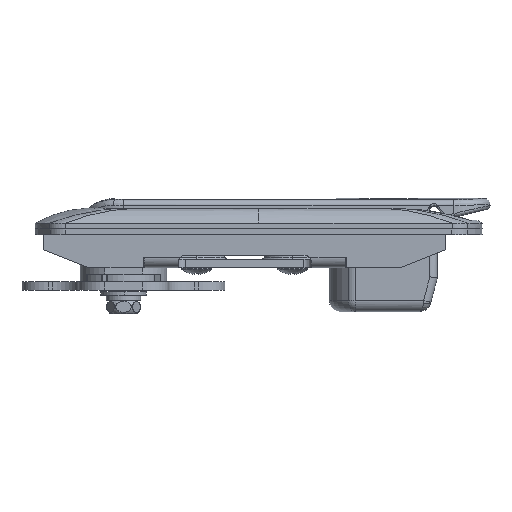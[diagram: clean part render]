
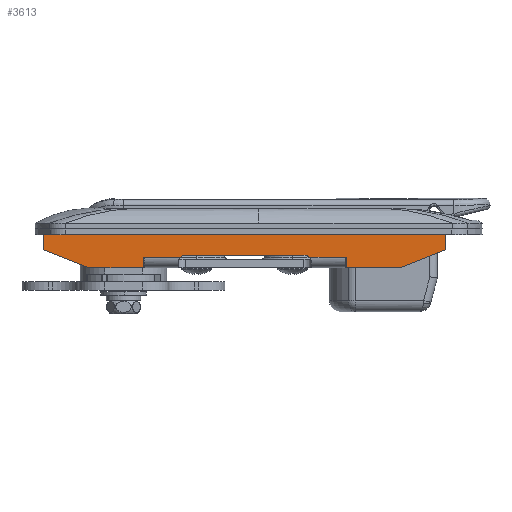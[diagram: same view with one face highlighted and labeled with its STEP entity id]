
A CAD part, left-side view. The second image highlights one B-rep face of the part: STEP entity #3613.
In plain terms, the highlighted face is planar.
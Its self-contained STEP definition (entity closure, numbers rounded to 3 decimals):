
#1792 = EDGE_CURVE ( 'NONE', #6523, #6525, #2410, .T. ) ;
#1793 = EDGE_CURVE ( 'NONE', #6494, #6529, #2413, .T. ) ;
#1794 = EDGE_CURVE ( 'NONE', #6494, #6515, #2416, .T. ) ;
#1795 = EDGE_CURVE ( 'NONE', #6508, #6515, #2419, .T. ) ;
#1796 = EDGE_CURVE ( 'NONE', #6507, #6508, #15833, .T. ) ;
#1797 = EDGE_CURVE ( 'NONE', #6507, #6487, #2425, .T. ) ;
#1798 = EDGE_CURVE ( 'NONE', #6487, #6518, #15827, .T. ) ;
#1799 = EDGE_CURVE ( 'NONE', #6518, #6486, #2431, .T. ) ;
#1800 = EDGE_CURVE ( 'NONE', #6491, #6486, #2434, .T. ) ;
#1801 = EDGE_CURVE ( 'NONE', #6491, #6552, #2437, .T. ) ;
#1802 = EDGE_CURVE ( 'NONE', #6552, #6548, #2440, .T. ) ;
#1803 = EDGE_CURVE ( 'NONE', #6548, #6488, #2443, .T. ) ;
#1804 = EDGE_CURVE ( 'NONE', #6522, #6527, #2446, .T. ) ;
#1805 = EDGE_CURVE ( 'NONE', #6488, #6522, #2449, .T. ) ;
#1830 = EDGE_CURVE ( 'NONE', #6525, #6527, #2524, .T. ) ;
#1835 = EDGE_CURVE ( 'NONE', #6529, #6523, #2539, .T. ) ;
#2403 = CARTESIAN_POINT ( 'NONE',  ( -15.75, 7.5, 14.3 ) ) ;
#2410 = LINE ( 'NONE', #2411, #16015 ) ;
#2411 = CARTESIAN_POINT ( 'NONE',  ( 37.362, 40.345, 14.3 ) ) ;
#2412 = DIRECTION ( 'NONE',  ( -0.928, -0.371, 0. ) ) ;
#2413 = LINE ( 'NONE', #2414, #15879 ) ;
#2414 = CARTESIAN_POINT ( 'NONE',  ( -26.95, 0., 14.3 ) ) ;
#2415 = DIRECTION ( 'NONE',  ( 0., 1., 0. ) ) ;
#2416 = LINE ( 'NONE', #2417, #15917 ) ;
#2417 = CARTESIAN_POINT ( 'NONE',  ( 53.5, 6., 14.3 ) ) ;
#2418 = DIRECTION ( 'NONE',  ( 1., 0., 0. ) ) ;
#2419 = LINE ( 'NONE', #2420, #16125 ) ;
#2420 = CARTESIAN_POINT ( 'NONE',  ( 53.5, 6., 14.3 ) ) ;
#2421 = DIRECTION ( 'NONE',  ( -1., 0., 0. ) ) ;
#2422 = DIRECTION ( 'NONE',  ( 0., 0., -1. ) ) ;
#2423 = DIRECTION ( 'NONE',  ( 0., 1., 0. ) ) ;
#2424 = CARTESIAN_POINT ( 'NONE',  ( 15.75, 7.5, 14.3 ) ) ;
#2425 = LINE ( 'NONE', #2426, #15942 ) ;
#2426 = CARTESIAN_POINT ( 'NONE',  ( 53.5, 5.5, 14.3 ) ) ;
#2427 = DIRECTION ( 'NONE',  ( 1., 0., 0. ) ) ;
#2428 = DIRECTION ( 'NONE',  ( 0., 0., 1. ) ) ;
#2429 = DIRECTION ( 'NONE',  ( 0., 1., 0. ) ) ;
#2431 = LINE ( 'NONE', #2432, #15980 ) ;
#2432 = CARTESIAN_POINT ( 'NONE',  ( -53.5, 6., 14.3 ) ) ;
#2433 = DIRECTION ( 'NONE',  ( 1., 0., 0. ) ) ;
#2434 = LINE ( 'NONE', #2435, #16043 ) ;
#2435 = CARTESIAN_POINT ( 'NONE',  ( -53.5, 6., 14.3 ) ) ;
#2436 = DIRECTION ( 'NONE',  ( -1., 0., 0. ) ) ;
#2437 = LINE ( 'NONE', #2438, #16031 ) ;
#2438 = CARTESIAN_POINT ( 'NONE',  ( 26.95, 0., 14.3 ) ) ;
#2439 = DIRECTION ( 'NONE',  ( 0., 1., 0. ) ) ;
#2440 = LINE ( 'NONE', #2441, #16038 ) ;
#2441 = CARTESIAN_POINT ( 'NONE',  ( -53.5, 8.8, 14.3 ) ) ;
#2442 = DIRECTION ( 'NONE',  ( 1., 0., 0. ) ) ;
#2443 = LINE ( 'NONE', #2444, #16140 ) ;
#2444 = CARTESIAN_POINT ( 'NONE',  ( -37.362, 40.345, 14.3 ) ) ;
#2445 = DIRECTION ( 'NONE',  ( 0.928, -0.371, 0. ) ) ;
#2446 = LINE ( 'NONE', #2447, #15901 ) ;
#2447 = CARTESIAN_POINT ( 'NONE',  ( 53.5, 0., 14.3 ) ) ;
#2448 = DIRECTION ( 'NONE',  ( -1., 0., 0. ) ) ;
#2449 = LINE ( 'NONE', #2450, #15888 ) ;
#2450 = CARTESIAN_POINT ( 'NONE',  ( 53.5, 0., 14.3 ) ) ;
#2451 = DIRECTION ( 'NONE',  ( 0., -1., 0. ) ) ;
#2524 = LINE ( 'NONE', #2525, #16162 ) ;
#2525 = CARTESIAN_POINT ( 'NONE',  ( -53.5, 0., 14.3 ) ) ;
#2526 = DIRECTION ( 'NONE',  ( 0., -1., 0. ) ) ;
#2539 = LINE ( 'NONE', #2540, #15929 ) ;
#2540 = CARTESIAN_POINT ( 'NONE',  ( 53.5, 8.8, 14.3 ) ) ;
#2541 = DIRECTION ( 'NONE',  ( -1., 0., 0. ) ) ;
#3613 = ADVANCED_FACE ( 'NONE', ( #3936 ), #8211, .F. ) ;
#3936 = FACE_OUTER_BOUND ( 'NONE', #15335, .T. ) ;
#4037 = AXIS2_PLACEMENT_3D ( 'NONE', #8212, #8213, #8214 ) ;
#6486 = VERTEX_POINT ( 'NONE', #12256 ) ;
#6487 = VERTEX_POINT ( 'NONE', #12257 ) ;
#6488 = VERTEX_POINT ( 'NONE', #12258 ) ;
#6491 = VERTEX_POINT ( 'NONE', #12261 ) ;
#6494 = VERTEX_POINT ( 'NONE', #12264 ) ;
#6507 = VERTEX_POINT ( 'NONE', #12277 ) ;
#6508 = VERTEX_POINT ( 'NONE', #12278 ) ;
#6515 = VERTEX_POINT ( 'NONE', #12285 ) ;
#6518 = VERTEX_POINT ( 'NONE', #12288 ) ;
#6522 = VERTEX_POINT ( 'NONE', #12292 ) ;
#6523 = VERTEX_POINT ( 'NONE', #12293 ) ;
#6525 = VERTEX_POINT ( 'NONE', #12295 ) ;
#6527 = VERTEX_POINT ( 'NONE', #12297 ) ;
#6529 = VERTEX_POINT ( 'NONE', #12299 ) ;
#6548 = VERTEX_POINT ( 'NONE', #12318 ) ;
#6552 = VERTEX_POINT ( 'NONE', #12322 ) ;
#8211 = PLANE ( 'NONE',  #4037 ) ;
#8212 = CARTESIAN_POINT ( 'NONE',  ( 53.5, 0., 14.3 ) ) ;
#8213 = DIRECTION ( 'NONE',  ( 0., 0., -1. ) ) ;
#8214 = DIRECTION ( 'NONE',  ( 0., 1., 0. ) ) ;
#12256 = CARTESIAN_POINT ( 'NONE',  ( 26.75, 6., 14.3 ) ) ;
#12257 = CARTESIAN_POINT ( 'NONE',  ( 15.75, 5.5, 14.3 ) ) ;
#12258 = CARTESIAN_POINT ( 'NONE',  ( 53.5, 4., 14.3 ) ) ;
#12261 = CARTESIAN_POINT ( 'NONE',  ( 26.95, 6., 14.3 ) ) ;
#12264 = CARTESIAN_POINT ( 'NONE',  ( -26.95, 6., 14.3 ) ) ;
#12277 = CARTESIAN_POINT ( 'NONE',  ( -15.75, 5.5, 14.3 ) ) ;
#12278 = CARTESIAN_POINT ( 'NONE',  ( -17.073, 6., 14.3 ) ) ;
#12285 = CARTESIAN_POINT ( 'NONE',  ( -26.75, 6., 14.3 ) ) ;
#12288 = CARTESIAN_POINT ( 'NONE',  ( 17.073, 6., 14.3 ) ) ;
#12292 = CARTESIAN_POINT ( 'NONE',  ( 53.5, 0., 14.3 ) ) ;
#12293 = CARTESIAN_POINT ( 'NONE',  ( -41.5, 8.8, 14.3 ) ) ;
#12295 = CARTESIAN_POINT ( 'NONE',  ( -53.5, 4., 14.3 ) ) ;
#12297 = CARTESIAN_POINT ( 'NONE',  ( -53.5, 0., 14.3 ) ) ;
#12299 = CARTESIAN_POINT ( 'NONE',  ( -26.95, 8.8, 14.3 ) ) ;
#12318 = CARTESIAN_POINT ( 'NONE',  ( 41.5, 8.8, 14.3 ) ) ;
#12322 = CARTESIAN_POINT ( 'NONE',  ( 26.95, 8.8, 14.3 ) ) ;
#15335 = EDGE_LOOP ( 'NONE', ( #15668, #15670, #15669, #15671, #15672, #15673, #15674, #15675, #15676, #15677, #15678, #15679, #15680, #15681, #15682, #15683 ) ) ;
#15668 = ORIENTED_EDGE ( 'NONE', *, *, #1804, .F. ) ;
#15669 = ORIENTED_EDGE ( 'NONE', *, *, #1803, .F. ) ;
#15670 = ORIENTED_EDGE ( 'NONE', *, *, #1805, .F. ) ;
#15671 = ORIENTED_EDGE ( 'NONE', *, *, #1802, .F. ) ;
#15672 = ORIENTED_EDGE ( 'NONE', *, *, #1801, .F. ) ;
#15673 = ORIENTED_EDGE ( 'NONE', *, *, #1800, .T. ) ;
#15674 = ORIENTED_EDGE ( 'NONE', *, *, #1799, .F. ) ;
#15675 = ORIENTED_EDGE ( 'NONE', *, *, #1798, .F. ) ;
#15676 = ORIENTED_EDGE ( 'NONE', *, *, #1797, .F. ) ;
#15677 = ORIENTED_EDGE ( 'NONE', *, *, #1796, .T. ) ;
#15678 = ORIENTED_EDGE ( 'NONE', *, *, #1795, .T. ) ;
#15679 = ORIENTED_EDGE ( 'NONE', *, *, #1794, .F. ) ;
#15680 = ORIENTED_EDGE ( 'NONE', *, *, #1793, .T. ) ;
#15681 = ORIENTED_EDGE ( 'NONE', *, *, #1835, .T. ) ;
#15682 = ORIENTED_EDGE ( 'NONE', *, *, #1792, .T. ) ;
#15683 = ORIENTED_EDGE ( 'NONE', *, *, #1830, .T. ) ;
#15827 = CIRCLE ( 'NONE', #16171, 2. ) ;
#15833 = CIRCLE ( 'NONE', #16159, 2. ) ;
#15879 = VECTOR ( 'NONE', #2415, 1000. ) ;
#15888 = VECTOR ( 'NONE', #2451, 1000. ) ;
#15901 = VECTOR ( 'NONE', #2448, 1000. ) ;
#15917 = VECTOR ( 'NONE', #2418, 1000. ) ;
#15929 = VECTOR ( 'NONE', #2541, 1000. ) ;
#15942 = VECTOR ( 'NONE', #2427, 1000. ) ;
#15980 = VECTOR ( 'NONE', #2433, 1000. ) ;
#16015 = VECTOR ( 'NONE', #2412, 1000. ) ;
#16031 = VECTOR ( 'NONE', #2439, 1000. ) ;
#16038 = VECTOR ( 'NONE', #2442, 1000. ) ;
#16043 = VECTOR ( 'NONE', #2436, 1000. ) ;
#16125 = VECTOR ( 'NONE', #2421, 1000. ) ;
#16140 = VECTOR ( 'NONE', #2445, 1000. ) ;
#16159 = AXIS2_PLACEMENT_3D ( 'NONE', #2403, #2422, #2423 ) ;
#16162 = VECTOR ( 'NONE', #2526, 1000. ) ;
#16171 = AXIS2_PLACEMENT_3D ( 'NONE', #2424, #2428, #2429 ) ;
